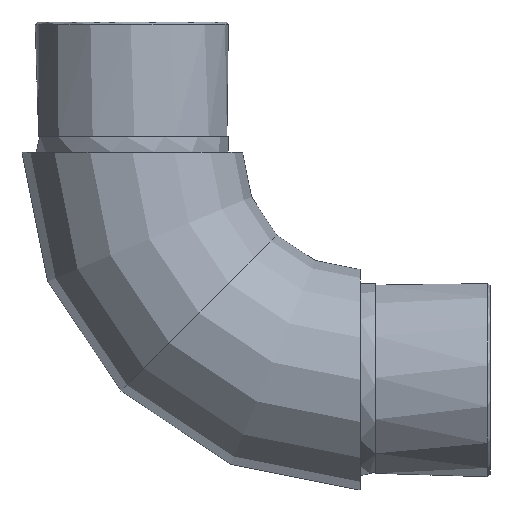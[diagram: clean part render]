
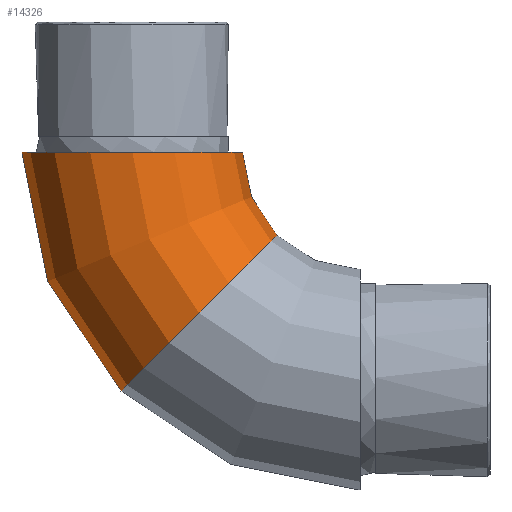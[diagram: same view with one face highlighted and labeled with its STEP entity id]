
A CAD part, left-side view. The second image highlights one B-rep face of the part: STEP entity #14326.
In plain terms, the highlighted toroidal (fillet/blend) face has major radius 43.8 mm and minor radius 21.2 mm.
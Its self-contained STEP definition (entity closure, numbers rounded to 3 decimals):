
#489 = CARTESIAN_POINT ( 'NONE',  ( 0., 15.981, 27.819 ) ) ;
#861 = EDGE_LOOP ( 'NONE', ( #9286 ) ) ;
#953 = DIRECTION ( 'NONE',  ( -1., 0., 0. ) ) ;
#1107 = DIRECTION ( 'NONE',  ( 0., 1., 0. ) ) ;
#3509 = VERTEX_POINT ( 'NONE', #489 ) ;
#4084 = DIRECTION ( 'NONE',  ( 0., 0.707, 0.707 ) ) ;
#4839 = CARTESIAN_POINT ( 'NONE',  ( 0., 0., 21.2 ) ) ;
#4854 = TOROIDAL_SURFACE ( 'NONE', #7606, 43.8, 21.2 ) ;
#5151 = CARTESIAN_POINT ( 'NONE',  ( 0., 0., 0. ) ) ;
#5484 = VERTEX_POINT ( 'NONE', #4839 ) ;
#6638 = CARTESIAN_POINT ( 'NONE',  ( 0., 0., 43.8 ) ) ;
#6790 = CIRCLE ( 'NONE', #6923, 21.2 ) ;
#6923 = AXIS2_PLACEMENT_3D ( 'NONE', #9682, #4084, #6939 ) ;
#6938 = EDGE_CURVE ( 'NONE', #5484, #5484, #8925, .T. ) ;
#6939 = DIRECTION ( 'NONE',  ( 0., -0.707, 0.707 ) ) ;
#7606 = AXIS2_PLACEMENT_3D ( 'NONE', #6638, #953, #16321 ) ;
#8120 = DIRECTION ( 'NONE',  ( 0., 0., 1. ) ) ;
#8925 = CIRCLE ( 'NONE', #15852, 21.2 ) ;
#9111 = EDGE_LOOP ( 'NONE', ( #12671 ) ) ;
#9286 = ORIENTED_EDGE ( 'NONE', *, *, #6938, .T. ) ;
#9682 = CARTESIAN_POINT ( 'NONE',  ( 0., 30.971, 12.829 ) ) ;
#9869 = FACE_OUTER_BOUND ( 'NONE', #861, .T. ) ;
#12671 = ORIENTED_EDGE ( 'NONE', *, *, #15833, .F. ) ;
#14326 = ADVANCED_FACE ( 'NONE', ( #16830, #9869 ), #4854, .T. ) ;
#15833 = EDGE_CURVE ( 'NONE', #3509, #3509, #6790, .T. ) ;
#15852 = AXIS2_PLACEMENT_3D ( 'NONE', #5151, #1107, #8120 ) ;
#16321 = DIRECTION ( 'NONE',  ( 0., 0., 1. ) ) ;
#16830 = FACE_OUTER_BOUND ( 'NONE', #9111, .T. ) ;
